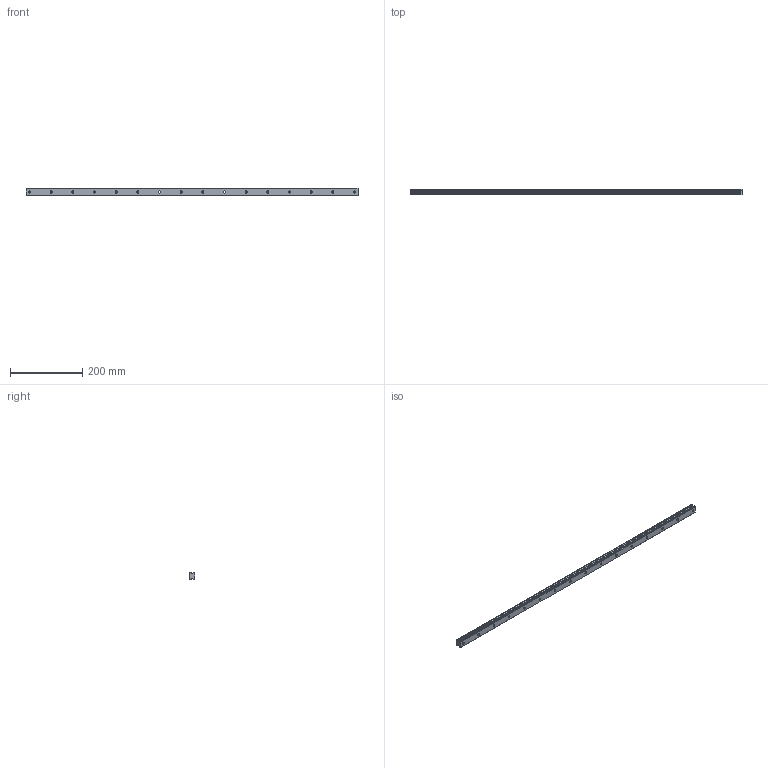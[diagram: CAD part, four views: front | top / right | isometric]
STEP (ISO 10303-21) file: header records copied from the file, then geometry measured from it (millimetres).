
FILE_DESCRIPTION (( 'STEP AP214' ), '1' );
FILE_NAME ('SHS20C1SS-920L_G10_0_B-M6F_420-5_0_0_0_1.STEP', '2021-06-14T09:45:11', ( '' ), ( '' ), 'SwSTEP 2.0', 'SolidWorks 2021', '' );
FILE_SCHEMA (( 'AUTOMOTIVE_DESIGN' ));
Length unit declared in the file: millimetre
Products named in the file (2): _SHS20C92010 Track; SHS20C1SS-920L_G10_0_B-M6F_420-5_0_0_0_1
Assembly tree (1 placements, depth 2):
  SHS20C1SS-920L_G10_0_B-M6F_420-5_0_0_0_1
    _SHS20C92010 Track
Bounding box: 920 x 16.5 x 20 mm (x, y, z)
Volume: 258974.3 mm3; surface area: 73793.4 mm2
Topology: 1 solids, 1 shells, 116 faces, 294 edges, 196 vertices
Faces by surface type: cylinder 84, plane 32
Entity records: 3716 total; most frequent: DIRECTION 702, CARTESIAN_POINT 610, ORIENTED_EDGE 588, EDGE_CURVE 294, AXIS2_PLACEMENT_3D 288, VERTEX_POINT 196, CIRCLE 168, EDGE_LOOP 164
